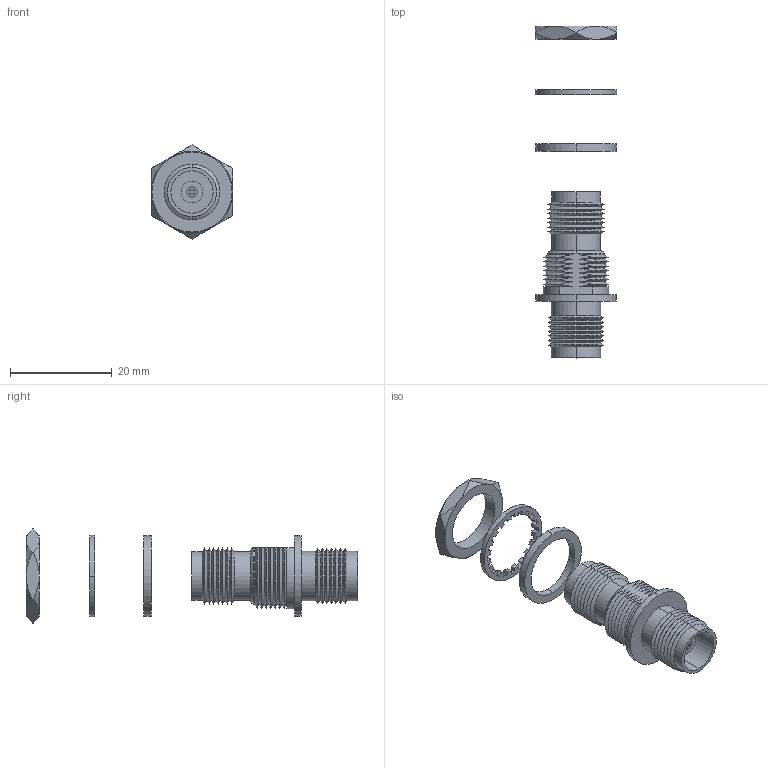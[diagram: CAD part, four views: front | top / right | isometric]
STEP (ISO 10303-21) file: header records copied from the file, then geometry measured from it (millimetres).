
FILE_DESCRIPTION (( 'STEP AP214' ), '1' );
FILE_NAME ('BA1090.STEP', '2014-02-10T17:08:33', ( 'L-Com' ), ( 'L-Com Global Connectivity' ), 'SwSTEP 2.0', 'SolidWorks 2012', '' );
FILE_SCHEMA (( 'AUTOMOTIVE_DESIGN' ));
Length unit declared in the file: inch
Products named in the file (5): BA1090-MA4; BA1090-MA1; BA1090-MA2; BA1090-MA3; BA1090
Assembly tree (4 placements, depth 2):
  BA1090
    BA1090-MA1
    BA1090-MA2
    BA1090-MA3
    BA1090-MA4
Bounding box: 16 x 65.2 x 18.48 mm (x, y, z)
Volume: 2681.6 mm3; surface area: 3609.9 mm2
Topology: 4 solids, 4 shells, 275 faces, 664 edges, 408 vertices
Faces by surface type: cylinder 117, cone 91, plane 67
Entity records: 8963 total; most frequent: CARTESIAN_POINT 1660, DIRECTION 1464, ORIENTED_EDGE 1328, EDGE_CURVE 664, AXIS2_PLACEMENT_3D 572, VERTEX_POINT 408, LINE 320, VECTOR 320
